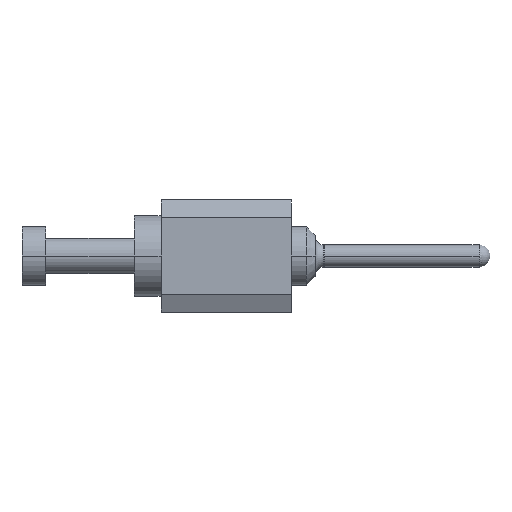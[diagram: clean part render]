
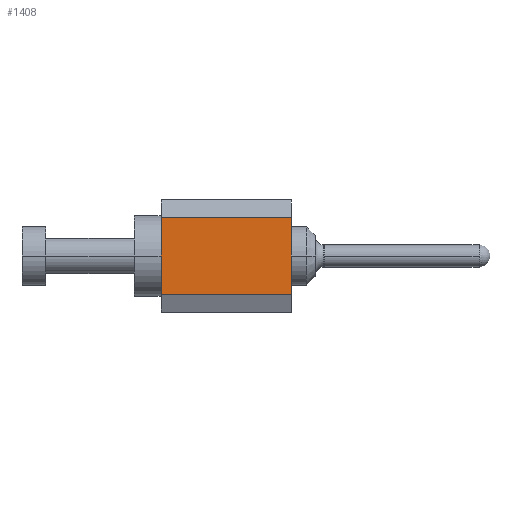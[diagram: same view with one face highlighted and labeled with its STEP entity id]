
A CAD part, left-side view. The second image highlights one B-rep face of the part: STEP entity #1408.
In plain terms, the highlighted planar face has unit normal (-1, 0, 0).
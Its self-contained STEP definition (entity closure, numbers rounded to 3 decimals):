
#1408=ADVANCED_FACE('',(#2880),#2881,.T.);
#2880=FACE_OUTER_BOUND('',#4365,.T.);
#2881=PLANE('',#4366);
#4365=EDGE_LOOP('',(#8327,#8328,#8329,#8330));
#4366=AXIS2_PLACEMENT_3D('',#8331,#8332,#8333);
#8327=ORIENTED_EDGE('',*,*,#9344,.T.);
#8328=ORIENTED_EDGE('',*,*,#10124,.F.);
#8329=ORIENTED_EDGE('',*,*,#10125,.F.);
#8330=ORIENTED_EDGE('',*,*,#10120,.T.);
#8331=CARTESIAN_POINT('',(-20.32,0.,0.));
#8332=DIRECTION('',(-1.0,0.0,0.0));
#8333=DIRECTION('',(0.0,0.,1.0));
#9344=EDGE_CURVE('',#11497,#11495,#11498,.T.);
#10120=EDGE_CURVE('',#12468,#11497,#12469,.T.);
#10124=EDGE_CURVE('',#12474,#11495,#12475,.T.);
#10125=EDGE_CURVE('',#12468,#12474,#12476,.T.);
#11495=VERTEX_POINT('',#14109);
#11497=VERTEX_POINT('',#14112);
#11498=LINE('',#14113,#14114);
#12468=VERTEX_POINT('',#15385);
#12469=LINE('',#15386,#15387);
#12474=VERTEX_POINT('',#15394);
#12475=LINE('',#15395,#15396);
#12476=LINE('',#15397,#15398);
#14109=CARTESIAN_POINT('',(-20.32,2.95,-0.87));
#14112=CARTESIAN_POINT('',(-20.32,2.95,0.87));
#14113=CARTESIAN_POINT('',(-20.32,2.95,0.87));
#14114=VECTOR('',#16849,1.0);
#15385=CARTESIAN_POINT('',(-20.32,0.,0.87));
#15386=CARTESIAN_POINT('',(-20.32,0.,0.87));
#15387=VECTOR('',#17667,1.0);
#15394=CARTESIAN_POINT('',(-20.32,0.,-0.87));
#15395=CARTESIAN_POINT('',(-20.32,0.,-0.87));
#15396=VECTOR('',#17670,1.0);
#15397=CARTESIAN_POINT('',(-20.32,0.,0.87));
#15398=VECTOR('',#17671,1.0);
#16849=DIRECTION('',(0.0,0.,-1.0));
#17667=DIRECTION('',(0.0,1.0,0.));
#17670=DIRECTION('',(0.0,1.0,0.));
#17671=DIRECTION('',(0.0,0.,-1.0));
